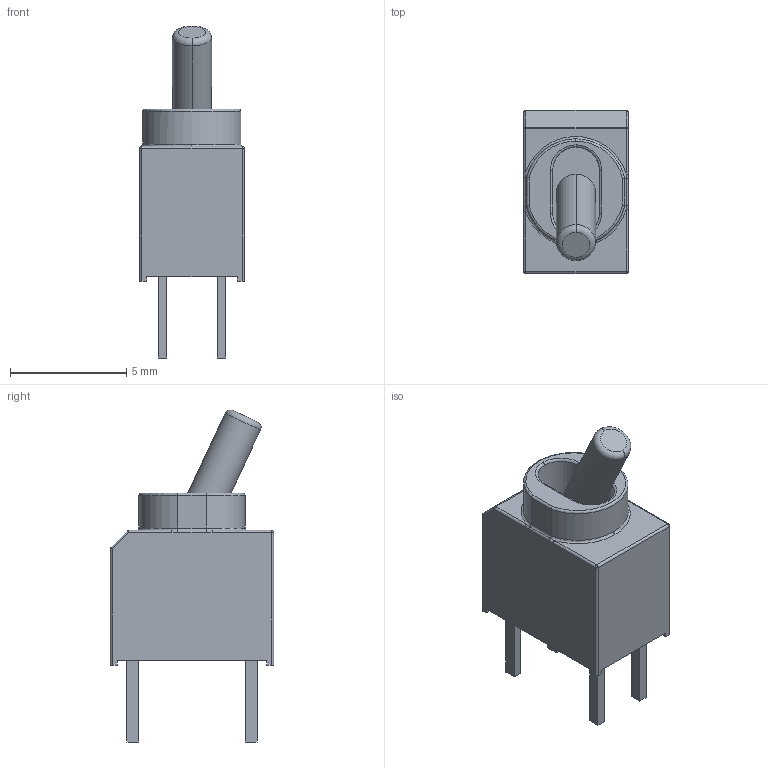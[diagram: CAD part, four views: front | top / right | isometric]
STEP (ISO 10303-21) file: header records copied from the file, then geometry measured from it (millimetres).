
FILE_DESCRIPTION(('FreeCAD Model'),'2;1');
FILE_NAME('User_Library_toggle_C_K_GT12MCBE_sp.step', '2019-03-01T16:01:31',('kicad StepUp'),('ksu MCAD'), 'Open CASCADE STEP processor 7.2','FreeCAD','Unknown');
FILE_SCHEMA(('AUTOMOTIVE_DESIGN { 1 0 10303 214 1 1 1 1 }'));
Length unit declared in the file: millimetre
Products named in the file (1): User_Library_toggle_C_K_GT12MCBE_sp
Bounding box: 4.5 x 7.01 x 14.26 mm (x, y, z)
Volume: 201 mm3; surface area: 287 mm2
Topology: 2 solids, 2 shells, 283 faces, 735 edges, 475 vertices
Faces by surface type: plane 145, bspline 92, cylinder 29, torus 11, sphere 6
Entity records: 15553 total; most frequent: CARTESIAN_POINT 7276, ORIENTED_EDGE 1462, DIRECTION 979, EDGE_CURVE 731, VERTEX_POINT 475, LINE 467, VECTOR 467, FACE_BOUND 306
